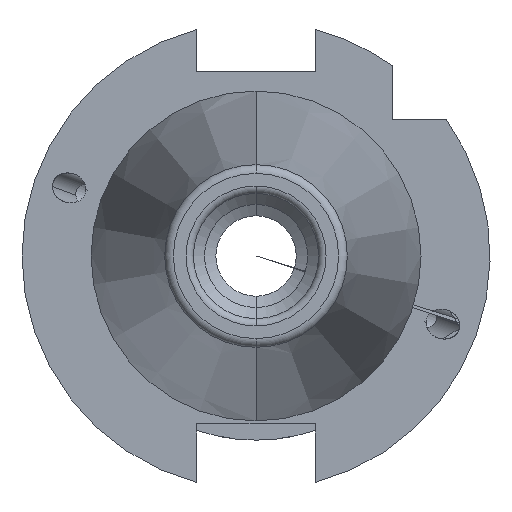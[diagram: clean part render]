
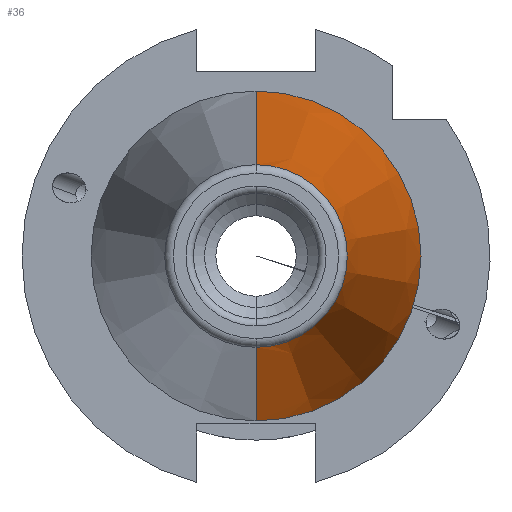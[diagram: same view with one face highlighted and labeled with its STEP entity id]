
A CAD part, left-side view. The second image highlights one B-rep face of the part: STEP entity #36.
In plain terms, the highlighted conical face has half-angle 8.297 degrees and reference radius 22.4 mm.
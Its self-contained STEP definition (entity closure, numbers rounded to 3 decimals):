
#36 = ADVANCED_FACE ( 'NONE', ( #4367 ), #1287, .T. ) ;
#298 = ORIENTED_EDGE ( 'NONE', *, *, #4728, .T. ) ;
#485 = DIRECTION ( 'NONE',  ( 0.99, 0., -0.144 ) ) ;
#707 = CARTESIAN_POINT ( 'NONE',  ( 1.2, 0., 22.4 ) ) ;
#783 = DIRECTION ( 'NONE',  ( 0., 0., 1. ) ) ;
#1126 = ORIENTED_EDGE ( 'NONE', *, *, #6310, .T. ) ;
#1259 = EDGE_LOOP ( 'NONE', ( #7702, #298, #1126, #7297 ) ) ;
#1287 = CONICAL_SURFACE ( 'NONE', #4639, 22.4, 0.145 ) ;
#1429 = CIRCLE ( 'NONE', #7883, 22.4 ) ;
#1445 = AXIS2_PLACEMENT_3D ( 'NONE', #8222, #3572, #8970 ) ;
#1548 = DIRECTION ( 'NONE',  ( 1., 0., 0. ) ) ;
#2296 = CARTESIAN_POINT ( 'NONE',  ( 1.2, 0., -22.4 ) ) ;
#2530 = CARTESIAN_POINT ( 'NONE',  ( -67.373, 0., -12.4 ) ) ;
#3336 = CIRCLE ( 'NONE', #1445, 12.4 ) ;
#3572 = DIRECTION ( 'NONE',  ( 1., 0., 0. ) ) ;
#4367 = FACE_OUTER_BOUND ( 'NONE', #1259, .T. ) ;
#4639 = AXIS2_PLACEMENT_3D ( 'NONE', #4688, #1548, #7066 ) ;
#4688 = CARTESIAN_POINT ( 'NONE',  ( 1.2, 0., 0. ) ) ;
#4728 = EDGE_CURVE ( 'NONE', #6314, #7401, #3336, .T. ) ;
#5185 = CARTESIAN_POINT ( 'NONE',  ( 1.2, 0., -22.4 ) ) ;
#5480 = DIRECTION ( 'NONE',  ( -1., 0., 0. ) ) ;
#5524 = VERTEX_POINT ( 'NONE', #9752 ) ;
#5913 = EDGE_CURVE ( 'NONE', #6314, #5524, #7961, .T. ) ;
#6310 = EDGE_CURVE ( 'NONE', #7401, #7962, #7701, .T. ) ;
#6314 = VERTEX_POINT ( 'NONE', #7525 ) ;
#6786 = EDGE_CURVE ( 'NONE', #7962, #5524, #1429, .T. ) ;
#7066 = DIRECTION ( 'NONE',  ( 0., 0., -1. ) ) ;
#7297 = ORIENTED_EDGE ( 'NONE', *, *, #6786, .T. ) ;
#7401 = VERTEX_POINT ( 'NONE', #2530 ) ;
#7525 = CARTESIAN_POINT ( 'NONE',  ( -67.373, 0., 12.4 ) ) ;
#7701 = LINE ( 'NONE', #5185, #9441 ) ;
#7702 = ORIENTED_EDGE ( 'NONE', *, *, #5913, .F. ) ;
#7740 = VECTOR ( 'NONE', #8483, 1000. ) ;
#7883 = AXIS2_PLACEMENT_3D ( 'NONE', #10000, #5480, #783 ) ;
#7961 = LINE ( 'NONE', #707, #7740 ) ;
#7962 = VERTEX_POINT ( 'NONE', #2296 ) ;
#8222 = CARTESIAN_POINT ( 'NONE',  ( -67.373, 0., 0. ) ) ;
#8483 = DIRECTION ( 'NONE',  ( 0.99, 0., 0.144 ) ) ;
#8970 = DIRECTION ( 'NONE',  ( 0., 0., 1. ) ) ;
#9441 = VECTOR ( 'NONE', #485, 1000. ) ;
#9752 = CARTESIAN_POINT ( 'NONE',  ( 1.2, 0., 22.4 ) ) ;
#10000 = CARTESIAN_POINT ( 'NONE',  ( 1.2, 0., 0. ) ) ;
